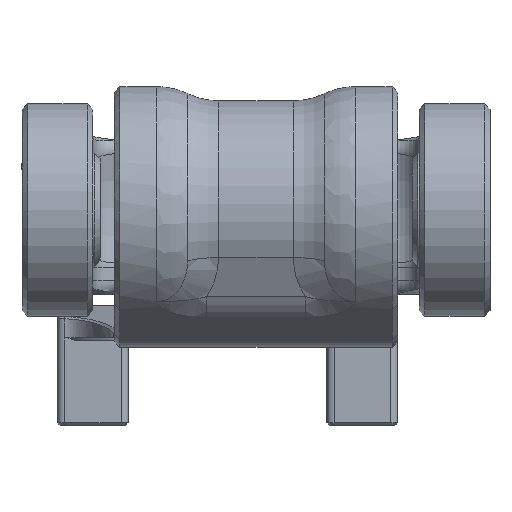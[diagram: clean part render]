
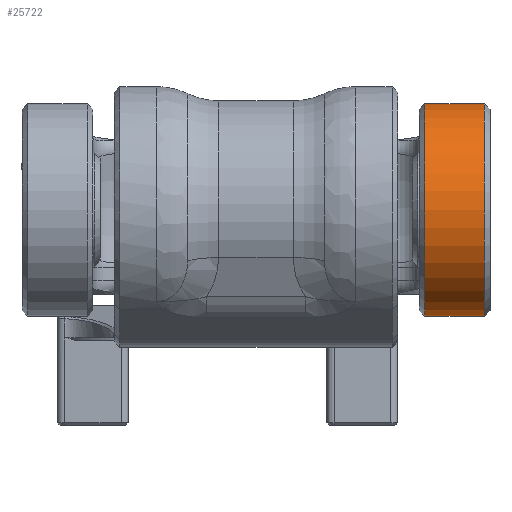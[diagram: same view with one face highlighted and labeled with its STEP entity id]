
A CAD part, front view. The second image highlights one B-rep face of the part: STEP entity #25722.
In plain terms, the highlighted cylindrical face has radius 7.5 mm (diameter 15 mm), a partial arc.
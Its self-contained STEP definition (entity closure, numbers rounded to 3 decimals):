
#908 = DIRECTION ( 'NONE',  ( 0., 0., -1. ) ) ;
#1774 = CARTESIAN_POINT ( 'NONE',  ( 16.1, -10., 8.7 ) ) ;
#3050 = CARTESIAN_POINT ( 'NONE',  ( -37.311, -10., 16.2 ) ) ;
#3801 = ORIENTED_EDGE ( 'NONE', *, *, #17829, .T. ) ;
#3825 = DIRECTION ( 'NONE',  ( 1., 0., 0. ) ) ;
#4662 = DIRECTION ( 'NONE',  ( 1., 0., 0. ) ) ;
#5489 = ORIENTED_EDGE ( 'NONE', *, *, #25553, .F. ) ;
#6388 = ORIENTED_EDGE ( 'NONE', *, *, #22497, .T. ) ;
#6471 = FACE_OUTER_BOUND ( 'NONE', #16110, .T. ) ;
#7405 = VECTOR ( 'NONE', #3825, 1000. ) ;
#7848 = CARTESIAN_POINT ( 'NONE',  ( -37.311, -10., 8.7 ) ) ;
#8911 = CARTESIAN_POINT ( 'NONE',  ( 11.9, -10., 16.2 ) ) ;
#9393 = ORIENTED_EDGE ( 'NONE', *, *, #11178, .T. ) ;
#10449 = CIRCLE ( 'NONE', #22404, 7.5 ) ;
#10497 = AXIS2_PLACEMENT_3D ( 'NONE', #7848, #15854, #14500 ) ;
#11129 = VERTEX_POINT ( 'NONE', #8911 ) ;
#11178 = EDGE_CURVE ( 'NONE', #11129, #14740, #10449, .T. ) ;
#11498 = DIRECTION ( 'NONE',  ( -1., 0., 0. ) ) ;
#14500 = DIRECTION ( 'NONE',  ( 0., 0., -1. ) ) ;
#14740 = VERTEX_POINT ( 'NONE', #21783 ) ;
#15709 = CARTESIAN_POINT ( 'NONE',  ( 16.1, -10., 16.2 ) ) ;
#15854 = DIRECTION ( 'NONE',  ( 1., 0., 0. ) ) ;
#16044 = CIRCLE ( 'NONE', #17729, 7.5 ) ;
#16110 = EDGE_LOOP ( 'NONE', ( #5489, #9393, #6388, #3801 ) ) ;
#16895 = VECTOR ( 'NONE', #17726, 1000. ) ;
#17064 = CARTESIAN_POINT ( 'NONE',  ( 11.9, -10., 8.7 ) ) ;
#17726 = DIRECTION ( 'NONE',  ( 1., 0., 0. ) ) ;
#17729 = AXIS2_PLACEMENT_3D ( 'NONE', #1774, #11498, #25634 ) ;
#17829 = EDGE_CURVE ( 'NONE', #23062, #21801, #16044, .T. ) ;
#18618 = CYLINDRICAL_SURFACE ( 'NONE', #10497, 7.5 ) ;
#20092 = LINE ( 'NONE', #24239, #7405 ) ;
#21783 = CARTESIAN_POINT ( 'NONE',  ( 11.9, -10., 1.2 ) ) ;
#21801 = VERTEX_POINT ( 'NONE', #15709 ) ;
#22404 = AXIS2_PLACEMENT_3D ( 'NONE', #17064, #4662, #908 ) ;
#22497 = EDGE_CURVE ( 'NONE', #14740, #23062, #20092, .T. ) ;
#23062 = VERTEX_POINT ( 'NONE', #23774 ) ;
#23774 = CARTESIAN_POINT ( 'NONE',  ( 16.1, -10., 1.2 ) ) ;
#24239 = CARTESIAN_POINT ( 'NONE',  ( -37.311, -10., 1.2 ) ) ;
#25553 = EDGE_CURVE ( 'NONE', #11129, #21801, #25710, .T. ) ;
#25634 = DIRECTION ( 'NONE',  ( 0., 0., -1. ) ) ;
#25710 = LINE ( 'NONE', #3050, #16895 ) ;
#25722 = ADVANCED_FACE ( 'NONE', ( #6471 ), #18618, .T. ) ;
